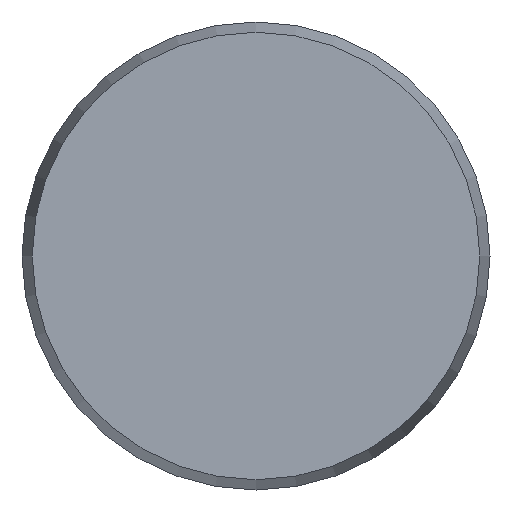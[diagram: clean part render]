
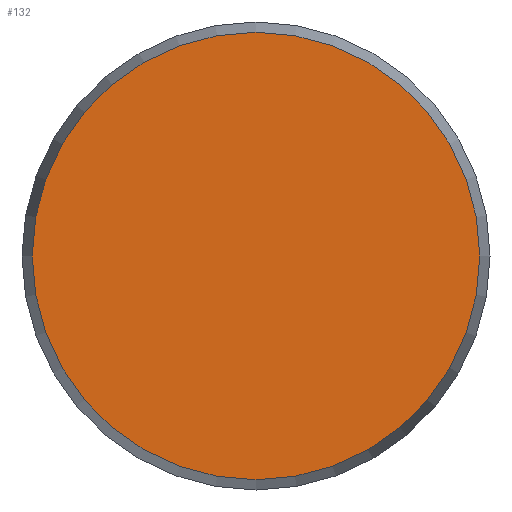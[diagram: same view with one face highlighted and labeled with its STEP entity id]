
A CAD part, front view. The second image highlights one B-rep face of the part: STEP entity #132.
In plain terms, the highlighted planar face has unit normal (0, -1, 0).
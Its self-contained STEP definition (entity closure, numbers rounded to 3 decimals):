
#132 = ADVANCED_FACE( '', ( #280 ), #281, .F. );
#280 = FACE_OUTER_BOUND( '', #433, .T. );
#281 = PLANE( '', #434 );
#433 = EDGE_LOOP( '', ( #754 ) );
#434 = AXIS2_PLACEMENT_3D( '', #755, #756, #757 );
#754 = ORIENTED_EDGE( '', *, *, #856, .T. );
#755 = CARTESIAN_POINT( '', ( 38.25, 0., 0. ) );
#756 = DIRECTION( '', ( 0., 1., 0. ) );
#757 = DIRECTION( '', ( 0., 0., 1. ) );
#856 = EDGE_CURVE( '', #990, #990, #991, .T. );
#990 = VERTEX_POINT( '', #1179 );
#991 = CIRCLE( '', #1180, 38.25 );
#1179 = CARTESIAN_POINT( '', ( 0., 0., -38.25 ) );
#1180 = AXIS2_PLACEMENT_3D( '', #1527, #1528, #1529 );
#1527 = CARTESIAN_POINT( '', ( 0., 0., 0. ) );
#1528 = DIRECTION( '', ( 0., -1., 0. ) );
#1529 = DIRECTION( '', ( 0., 0., -1. ) );
